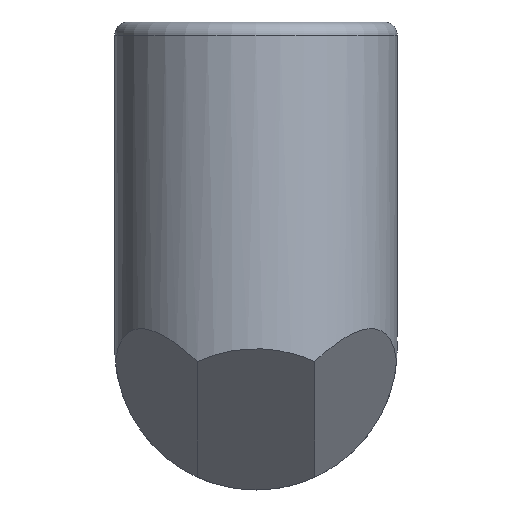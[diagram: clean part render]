
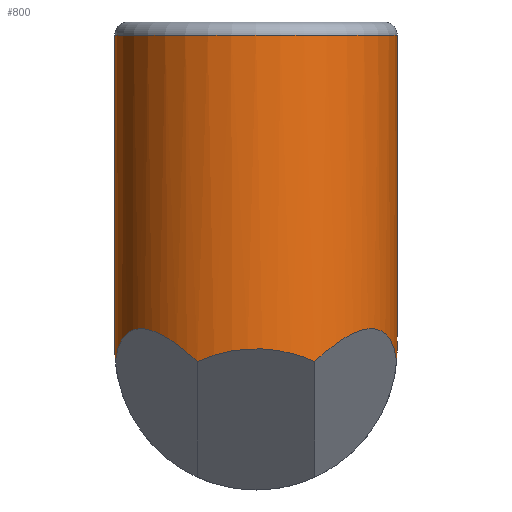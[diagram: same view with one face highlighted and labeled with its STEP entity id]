
A CAD part, left-side view. The second image highlights one B-rep face of the part: STEP entity #800.
In plain terms, the highlighted cylindrical face has radius 10.8 mm (diameter 21.6 mm), a full revolution.
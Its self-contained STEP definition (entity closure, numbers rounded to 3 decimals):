
#27=CYLINDRICAL_SURFACE('',#849,10.8);
#30=ELLIPSE('',#827,21.6,10.8);
#32=ELLIPSE('',#830,21.6,10.8);
#34=ELLIPSE('',#836,15.274,10.8);
#150=(
BOUNDED_CURVE()
B_SPLINE_CURVE(3,(#7918,#7919,#7920,#7921),.UNSPECIFIED.,.F.,.F.)
B_SPLINE_CURVE_WITH_KNOTS((4,4),(4.622,4.778),
 .UNSPECIFIED.)
CURVE()
GEOMETRIC_REPRESENTATION_ITEM()
RATIONAL_B_SPLINE_CURVE((1.,0.998,0.998,1.))
REPRESENTATION_ITEM('')
);
#154=B_SPLINE_CURVE_WITH_KNOTS('',3,(#1098,#1099,#1100,#1101,#1102,#1103,
#1104,#1105,#1106,#1107,#1108,#1109,#1110,#1111,#1112,#1113,#1114,#1115,
#1116,#1117,#1118,#1119,#1120,#1121,#1122,#1123,#1124,#1125,#1126,#1127,
#1128),.UNSPECIFIED.,.F.,.F.,(4,1,1,1,1,1,1,1,1,1,1,1,1,1,1,1,1,1,1,1,1,
1,1,1,1,1,1,1,4),(0.,0.125,0.25,0.375,0.438,0.469,0.5,0.531,0.563,
0.594,0.625,0.656,0.688,0.719,0.734,0.75,0.766,0.781,0.813,
0.844,0.859,0.867,0.875,0.883,0.891,0.906,0.938,0.969,
1.),.UNSPECIFIED.);
#155=B_SPLINE_CURVE_WITH_KNOTS('',3,(#1130,#1131,#1132,#1133,#1134,#1135,
#1136,#1137,#1138,#1139,#1140,#1141,#1142,#1143,#1144,#1145,#1146,#1147,
#1148,#1149,#1150,#1151,#1152,#1153),.UNSPECIFIED.,.F.,.F.,(4,1,1,1,1,1,
1,1,1,1,1,1,1,1,1,1,1,1,1,1,1,4),(0.,0.063,0.094,0.109,0.125,0.141,
0.156,0.188,0.219,0.25,0.281,0.313,0.344,0.375,0.406,0.438,
0.5,0.563,0.625,0.75,0.875,1.),.UNSPECIFIED.);
#164=B_SPLINE_CURVE_WITH_KNOTS('',3,(#7923,#7924,#7925,#7926,#7927,#7928,
#7929),.UNSPECIFIED.,.F.,.F.,(4,1,1,1,4),(0.,0.001,
0.001,0.002,0.003),
 .UNSPECIFIED.);
#406=ORIENTED_EDGE('',*,*,#563,.T.);
#407=ORIENTED_EDGE('',*,*,#555,.T.);
#408=ORIENTED_EDGE('',*,*,#550,.F.);
#409=ORIENTED_EDGE('',*,*,#564,.T.);
#410=ORIENTED_EDGE('',*,*,#565,.T.);
#411=ORIENTED_EDGE('',*,*,#441,.T.);
#412=ORIENTED_EDGE('',*,*,#440,.T.);
#413=ORIENTED_EDGE('',*,*,#434,.T.);
#414=ORIENTED_EDGE('',*,*,#547,.T.);
#434=EDGE_CURVE('',#568,#569,#690,.T.);
#440=EDGE_CURVE('',#574,#568,#154,.T.);
#441=EDGE_CURVE('',#572,#574,#155,.T.);
#547=EDGE_CURVE('',#569,#676,#30,.T.);
#550=EDGE_CURVE('',#678,#679,#32,.T.);
#555=EDGE_CURVE('',#676,#679,#34,.T.);
#563=EDGE_CURVE('',#687,#687,#702,.T.);
#564=EDGE_CURVE('',#678,#688,#150,.T.);
#565=EDGE_CURVE('',#688,#572,#164,.T.);
#568=VERTEX_POINT('',#961);
#569=VERTEX_POINT('',#962);
#572=VERTEX_POINT('',#1041);
#574=VERTEX_POINT('',#1129);
#676=VERTEX_POINT('',#7881);
#678=VERTEX_POINT('',#7887);
#679=VERTEX_POINT('',#7888);
#687=VERTEX_POINT('',#7917);
#688=VERTEX_POINT('',#7922);
#690=CIRCLE('',#819,17.937);
#702=CIRCLE('',#850,10.8);
#728=EDGE_LOOP('',(#406));
#729=EDGE_LOOP('',(#407,#408,#409,#410,#411,#412,#413,#414));
#764=FACE_BOUND('',#728,.T.);
#765=FACE_BOUND('',#729,.T.);
#800=ADVANCED_FACE('',(#764,#765),#27,.T.);
#819=AXIS2_PLACEMENT_3D('',#960,#859,#860);
#827=AXIS2_PLACEMENT_3D('',#7880,#881,#882);
#830=AXIS2_PLACEMENT_3D('',#7886,#888,#889);
#836=AXIS2_PLACEMENT_3D('',#7898,#901,#902);
#849=AXIS2_PLACEMENT_3D('',#7915,#927,#928);
#850=AXIS2_PLACEMENT_3D('',#7916,#929,#930);
#859=DIRECTION('',(-0.632,0.,0.775));
#860=DIRECTION('',(0.,1.,0.));
#881=DIRECTION('',(0.5,-0.707,0.5));
#882=DIRECTION('',(0.289,-0.408,-0.866));
#888=DIRECTION('',(-0.5,-0.707,-0.5));
#889=DIRECTION('',(0.289,0.408,-0.866));
#901=DIRECTION('',(0.707,0.,0.707));
#902=DIRECTION('',(0.707,0.,-0.707));
#927=DIRECTION('',(0.,0.,1.));
#928=DIRECTION('',(1.,0.,0.));
#929=DIRECTION('',(0.,0.,-1.));
#930=DIRECTION('',(1.,0.,0.));
#960=CARTESIAN_POINT('',(0.,-7.137,0.));
#961=CARTESIAN_POINT('',(0.,10.8,0.));
#962=CARTESIAN_POINT('',(-1.084,10.745,-0.883));
#1041=CARTESIAN_POINT('',(1.92,-10.628,2.276));
#1098=CARTESIAN_POINT('',(10.8,0.,12.8));
#1099=CARTESIAN_POINT('',(10.8,0.67,12.8));
#1100=CARTESIAN_POINT('',(10.672,2.024,12.647));
#1101=CARTESIAN_POINT('',(10.113,3.978,11.986));
#1102=CARTESIAN_POINT('',(9.291,5.593,11.01));
#1103=CARTESIAN_POINT('',(8.525,6.649,10.102));
#1104=CARTESIAN_POINT('',(8.038,7.221,9.526));
#1105=CARTESIAN_POINT('',(7.632,7.648,9.046));
#1106=CARTESIAN_POINT('',(7.253,8.008,8.596));
#1107=CARTESIAN_POINT('',(6.831,8.372,8.095));
#1108=CARTESIAN_POINT('',(6.392,8.712,7.575));
#1109=CARTESIAN_POINT('',(5.897,9.053,6.99));
#1110=CARTESIAN_POINT('',(5.478,9.312,6.492));
#1111=CARTESIAN_POINT('',(5.004,9.576,5.93));
#1112=CARTESIAN_POINT('',(4.587,9.78,5.437));
#1113=CARTESIAN_POINT('',(4.247,9.931,5.034));
#1114=CARTESIAN_POINT('',(3.961,10.048,4.695));
#1115=CARTESIAN_POINT('',(3.761,10.125,4.457));
#1116=CARTESIAN_POINT('',(3.449,10.237,4.087));
#1117=CARTESIAN_POINT('',(3.047,10.365,3.611));
#1118=CARTESIAN_POINT('',(2.615,10.482,3.099));
#1119=CARTESIAN_POINT('',(2.292,10.555,2.716));
#1120=CARTESIAN_POINT('',(2.112,10.592,2.503));
#1121=CARTESIAN_POINT('',(1.948,10.623,2.309));
#1122=CARTESIAN_POINT('',(1.887,10.634,2.237));
#1123=CARTESIAN_POINT('',(1.761,10.656,2.087));
#1124=CARTESIAN_POINT('',(1.541,10.691,1.825));
#1125=CARTESIAN_POINT('',(1.164,10.741,1.378));
#1126=CARTESIAN_POINT('',(0.631,10.787,0.748));
#1127=CARTESIAN_POINT('',(0.219,10.8,0.26));
#1128=CARTESIAN_POINT('',(0.,10.8,0.));
#1129=CARTESIAN_POINT('',(10.8,0.,12.8));
#1130=CARTESIAN_POINT('',(1.92,-10.628,2.276));
#1131=CARTESIAN_POINT('',(2.242,-10.57,2.657));
#1132=CARTESIAN_POINT('',(2.7,-10.464,3.199));
#1133=CARTESIAN_POINT('',(3.181,-10.323,3.77));
#1134=CARTESIAN_POINT('',(3.45,-10.235,4.089));
#1135=CARTESIAN_POINT('',(3.625,-10.174,4.296));
#1136=CARTESIAN_POINT('',(3.872,-10.083,4.588));
#1137=CARTESIAN_POINT('',(4.166,-9.966,4.938));
#1138=CARTESIAN_POINT('',(4.529,-9.809,5.367));
#1139=CARTESIAN_POINT('',(4.945,-9.604,5.861));
#1140=CARTESIAN_POINT('',(5.315,-9.406,6.299));
#1141=CARTESIAN_POINT('',(5.761,-9.14,6.828));
#1142=CARTESIAN_POINT('',(6.16,-8.875,7.301));
#1143=CARTESIAN_POINT('',(6.549,-8.592,7.762));
#1144=CARTESIAN_POINT('',(6.901,-8.312,8.179));
#1145=CARTESIAN_POINT('',(7.289,-7.975,8.639));
#1146=CARTESIAN_POINT('',(7.761,-7.522,9.198));
#1147=CARTESIAN_POINT('',(8.293,-6.942,9.828));
#1148=CARTESIAN_POINT('',(8.902,-6.141,10.551));
#1149=CARTESIAN_POINT('',(9.58,-5.058,11.354));
#1150=CARTESIAN_POINT('',(10.25,-3.581,12.148));
#1151=CARTESIAN_POINT('',(10.707,-1.759,12.689));
#1152=CARTESIAN_POINT('',(10.8,-0.592,12.8));
#1153=CARTESIAN_POINT('',(10.8,0.,12.8));
#7880=CARTESIAN_POINT('',(0.,0.,-17.164));
#7881=CARTESIAN_POINT('',(-9.818,4.5,-0.982));
#7886=CARTESIAN_POINT('',(0.,0.,-17.164));
#7887=CARTESIAN_POINT('',(-0.977,-10.756,-0.977));
#7888=CARTESIAN_POINT('',(-9.818,-4.5,-0.982));
#7898=CARTESIAN_POINT('',(0.,0.,-10.8));
#7915=CARTESIAN_POINT('',(0.,0.,-10.8));
#7916=CARTESIAN_POINT('',(0.,0.,24.));
#7917=CARTESIAN_POINT('',(10.8,0.,24.));
#7918=CARTESIAN_POINT('',(-0.977,-10.756,-0.977));
#7919=CARTESIAN_POINT('',(-0.416,-10.807,-0.416));
#7920=CARTESIAN_POINT('',(0.146,-10.814,0.146));
#7921=CARTESIAN_POINT('',(0.708,-10.777,0.708));
#7922=CARTESIAN_POINT('',(0.708,-10.777,0.708));
#7923=CARTESIAN_POINT('',(0.708,-10.777,0.708));
#7924=CARTESIAN_POINT('',(0.536,-10.788,0.88));
#7925=CARTESIAN_POINT('',(0.327,-10.794,1.346));
#7926=CARTESIAN_POINT('',(0.554,-10.789,2.086));
#7927=CARTESIAN_POINT('',(1.214,-10.741,2.484));
#7928=CARTESIAN_POINT('',(1.713,-10.665,2.398));
#7929=CARTESIAN_POINT('',(1.92,-10.628,2.276));
